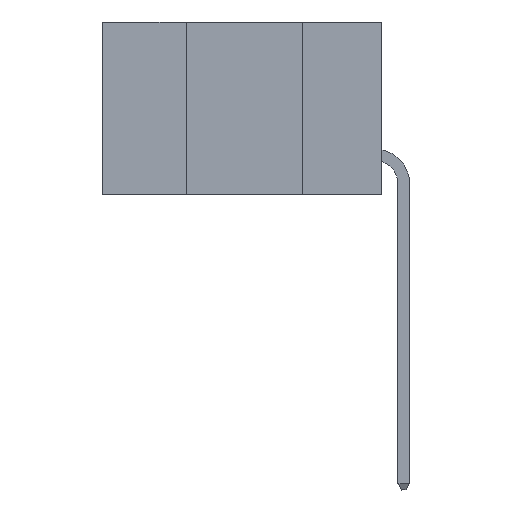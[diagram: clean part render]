
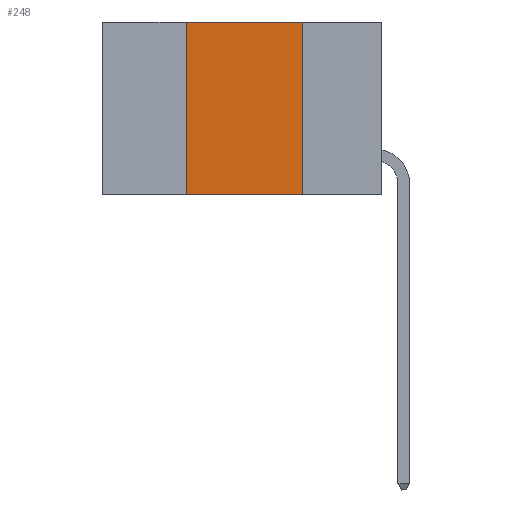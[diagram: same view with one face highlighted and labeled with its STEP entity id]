
A CAD part, left-side view. The second image highlights one B-rep face of the part: STEP entity #248.
In plain terms, the highlighted planar face has unit normal (-1, 0, 0).
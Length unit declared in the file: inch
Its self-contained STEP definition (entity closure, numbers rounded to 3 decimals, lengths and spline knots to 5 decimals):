
#102 = LINE ( 'NONE', #14036, #12371 ) ;
#248 = ADVANCED_FACE ( 'NONE', ( #4666 ), #6282, .F. ) ;
#395 = EDGE_CURVE ( 'NONE', #19674, #7066, #102, .T. ) ;
#638 = LINE ( 'NONE', #19471, #18871 ) ;
#1356 = DIRECTION ( 'NONE',  ( 0., 0., 1. ) ) ;
#1525 = DIRECTION ( 'NONE',  ( 1., 0., 0. ) ) ;
#3183 = DIRECTION ( 'NONE',  ( 0., 0., -1. ) ) ;
#3486 = DIRECTION ( 'NONE',  ( 0., -1., 0. ) ) ;
#3674 = CARTESIAN_POINT ( 'NONE',  ( 0., 0.6, -0.37 ) ) ;
#4466 = EDGE_CURVE ( 'NONE', #19674, #17973, #7701, .T. ) ;
#4666 = FACE_OUTER_BOUND ( 'NONE', #6118, .T. ) ;
#5378 = DIRECTION ( 'NONE',  ( 0., -1., 0. ) ) ;
#6118 = EDGE_LOOP ( 'NONE', ( #6355, #15125, #12612, #9977 ) ) ;
#6282 = PLANE ( 'NONE',  #10510 ) ;
#6355 = ORIENTED_EDGE ( 'NONE', *, *, #7704, .F. ) ;
#7066 = VERTEX_POINT ( 'NONE', #17563 ) ;
#7701 = LINE ( 'NONE', #3674, #16960 ) ;
#7704 = EDGE_CURVE ( 'NONE', #17635, #17973, #8560, .T. ) ;
#8187 = CARTESIAN_POINT ( 'NONE',  ( 0., 0.17, 0. ) ) ;
#8560 = LINE ( 'NONE', #12918, #19497 ) ;
#9977 = ORIENTED_EDGE ( 'NONE', *, *, #4466, .T. ) ;
#10510 = AXIS2_PLACEMENT_3D ( 'NONE', #11134, #1525, #3183 ) ;
#11134 = CARTESIAN_POINT ( 'NONE',  ( 0., 0.6, 0. ) ) ;
#12371 = VECTOR ( 'NONE', #1356, 39.37008 ) ;
#12612 = ORIENTED_EDGE ( 'NONE', *, *, #395, .F. ) ;
#12918 = CARTESIAN_POINT ( 'NONE',  ( 0., 0.17, 0. ) ) ;
#14036 = CARTESIAN_POINT ( 'NONE',  ( 0., 0.42, 0. ) ) ;
#14651 = DIRECTION ( 'NONE',  ( 0., 0., -1. ) ) ;
#15125 = ORIENTED_EDGE ( 'NONE', *, *, #18146, .F. ) ;
#16960 = VECTOR ( 'NONE', #5378, 39.37008 ) ;
#17498 = CARTESIAN_POINT ( 'NONE',  ( 0., 0.42, -0.37 ) ) ;
#17563 = CARTESIAN_POINT ( 'NONE',  ( 0., 0.42, 0. ) ) ;
#17635 = VERTEX_POINT ( 'NONE', #8187 ) ;
#17973 = VERTEX_POINT ( 'NONE', #20361 ) ;
#18146 = EDGE_CURVE ( 'NONE', #7066, #17635, #638, .T. ) ;
#18871 = VECTOR ( 'NONE', #3486, 39.37008 ) ;
#19471 = CARTESIAN_POINT ( 'NONE',  ( 0., 0.6, 0. ) ) ;
#19497 = VECTOR ( 'NONE', #14651, 39.37008 ) ;
#19674 = VERTEX_POINT ( 'NONE', #17498 ) ;
#20361 = CARTESIAN_POINT ( 'NONE',  ( 0., 0.17, -0.37 ) ) ;
